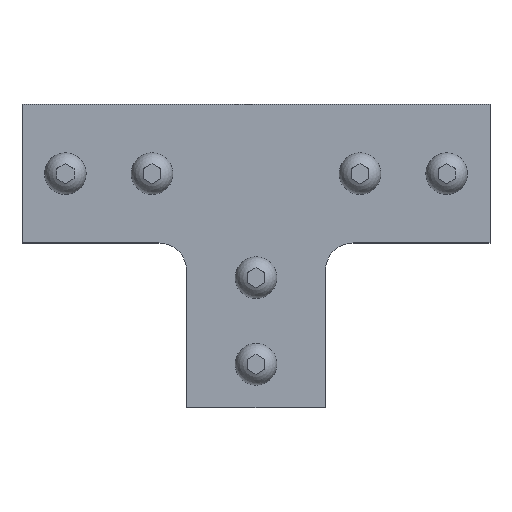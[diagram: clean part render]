
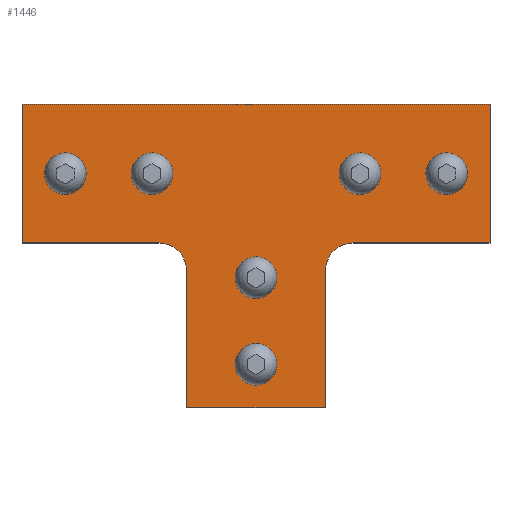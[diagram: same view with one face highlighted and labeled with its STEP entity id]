
A CAD part, top view. The second image highlights one B-rep face of the part: STEP entity #1446.
In plain terms, the highlighted planar face has unit normal (0, 0, 1).
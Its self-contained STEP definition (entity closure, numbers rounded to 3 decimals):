
#40=FACE_BOUND('',#229,.T.);
#41=FACE_BOUND('',#230,.T.);
#42=FACE_BOUND('',#231,.T.);
#43=FACE_BOUND('',#232,.T.);
#44=FACE_BOUND('',#233,.T.);
#45=FACE_BOUND('',#234,.T.);
#66=PLANE('',#1560);
#138=FACE_OUTER_BOUND('',#228,.T.);
#228=EDGE_LOOP('',(#1060,#1061,#1062,#1063,#1064,#1065,#1066,#1067,#1068,
#1069));
#229=EDGE_LOOP('',(#1070));
#230=EDGE_LOOP('',(#1071));
#231=EDGE_LOOP('',(#1072));
#232=EDGE_LOOP('',(#1073));
#233=EDGE_LOOP('',(#1074));
#234=EDGE_LOOP('',(#1075));
#328=LINE('',#2242,#444);
#332=LINE('',#2254,#448);
#335=LINE('',#2260,#451);
#338=LINE('',#2266,#454);
#341=LINE('',#2272,#457);
#344=LINE('',#2278,#460);
#348=LINE('',#2290,#464);
#351=LINE('',#2294,#467);
#444=VECTOR('',#1760,1.);
#448=VECTOR('',#1772,1.);
#451=VECTOR('',#1777,1.);
#454=VECTOR('',#1782,1.);
#457=VECTOR('',#1787,1.);
#460=VECTOR('',#1792,1.);
#464=VECTOR('',#1804,1.);
#467=VECTOR('',#1809,1.);
#552=CIRCLE('',#1529,4.5);
#554=CIRCLE('',#1532,4.5);
#556=CIRCLE('',#1535,4.5);
#558=CIRCLE('',#1538,4.5);
#560=CIRCLE('',#1541,4.5);
#562=CIRCLE('',#1544,4.5);
#565=CIRCLE('',#1549,8.);
#567=CIRCLE('',#1557,8.);
#646=VERTEX_POINT('',#2200);
#648=VERTEX_POINT('',#2206);
#650=VERTEX_POINT('',#2212);
#652=VERTEX_POINT('',#2218);
#654=VERTEX_POINT('',#2224);
#656=VERTEX_POINT('',#2230);
#660=VERTEX_POINT('',#2239);
#661=VERTEX_POINT('',#2241);
#663=VERTEX_POINT('',#2247);
#665=VERTEX_POINT('',#2253);
#667=VERTEX_POINT('',#2259);
#669=VERTEX_POINT('',#2265);
#671=VERTEX_POINT('',#2271);
#673=VERTEX_POINT('',#2277);
#675=VERTEX_POINT('',#2283);
#677=VERTEX_POINT('',#2289);
#786=EDGE_CURVE('',#646,#646,#552,.T.);
#789=EDGE_CURVE('',#648,#648,#554,.T.);
#792=EDGE_CURVE('',#650,#650,#556,.T.);
#795=EDGE_CURVE('',#652,#652,#558,.T.);
#798=EDGE_CURVE('',#654,#654,#560,.T.);
#801=EDGE_CURVE('',#656,#656,#562,.T.);
#806=EDGE_CURVE('',#661,#660,#328,.T.);
#809=EDGE_CURVE('',#663,#661,#565,.T.);
#812=EDGE_CURVE('',#665,#663,#332,.T.);
#815=EDGE_CURVE('',#667,#665,#335,.T.);
#818=EDGE_CURVE('',#669,#667,#338,.T.);
#821=EDGE_CURVE('',#671,#669,#341,.T.);
#824=EDGE_CURVE('',#673,#671,#344,.T.);
#827=EDGE_CURVE('',#675,#673,#567,.T.);
#830=EDGE_CURVE('',#677,#675,#348,.T.);
#833=EDGE_CURVE('',#660,#677,#351,.T.);
#1060=ORIENTED_EDGE('',*,*,#833,.T.);
#1061=ORIENTED_EDGE('',*,*,#830,.T.);
#1062=ORIENTED_EDGE('',*,*,#827,.T.);
#1063=ORIENTED_EDGE('',*,*,#824,.T.);
#1064=ORIENTED_EDGE('',*,*,#821,.T.);
#1065=ORIENTED_EDGE('',*,*,#818,.T.);
#1066=ORIENTED_EDGE('',*,*,#815,.T.);
#1067=ORIENTED_EDGE('',*,*,#812,.T.);
#1068=ORIENTED_EDGE('',*,*,#809,.T.);
#1069=ORIENTED_EDGE('',*,*,#806,.T.);
#1070=ORIENTED_EDGE('',*,*,#792,.T.);
#1071=ORIENTED_EDGE('',*,*,#798,.T.);
#1072=ORIENTED_EDGE('',*,*,#786,.T.);
#1073=ORIENTED_EDGE('',*,*,#789,.T.);
#1074=ORIENTED_EDGE('',*,*,#795,.T.);
#1075=ORIENTED_EDGE('',*,*,#801,.T.);
#1446=ADVANCED_FACE('',(#138,#40,#41,#42,#43,#44,#45),#66,.T.);
#1529=AXIS2_PLACEMENT_3D('',#2201,#1716,#1717);
#1532=AXIS2_PLACEMENT_3D('',#2207,#1723,#1724);
#1535=AXIS2_PLACEMENT_3D('',#2213,#1730,#1731);
#1538=AXIS2_PLACEMENT_3D('',#2219,#1737,#1738);
#1541=AXIS2_PLACEMENT_3D('',#2225,#1744,#1745);
#1544=AXIS2_PLACEMENT_3D('',#2231,#1751,#1752);
#1549=AXIS2_PLACEMENT_3D('',#2248,#1766,#1767);
#1557=AXIS2_PLACEMENT_3D('',#2284,#1798,#1799);
#1560=AXIS2_PLACEMENT_3D('',#2295,#1810,#1811);
#1716=DIRECTION('center_axis',(0.,0.,-1.));
#1717=DIRECTION('ref_axis',(1.,0.,0.));
#1723=DIRECTION('center_axis',(0.,0.,-1.));
#1724=DIRECTION('ref_axis',(1.,0.,0.));
#1730=DIRECTION('center_axis',(0.,0.,-1.));
#1731=DIRECTION('ref_axis',(1.,0.,0.));
#1737=DIRECTION('center_axis',(0.,0.,-1.));
#1738=DIRECTION('ref_axis',(1.,0.,0.));
#1744=DIRECTION('center_axis',(0.,0.,-1.));
#1745=DIRECTION('ref_axis',(1.,0.,0.));
#1751=DIRECTION('center_axis',(0.,0.,-1.));
#1752=DIRECTION('ref_axis',(1.,0.,0.));
#1760=DIRECTION('',(0.,-1.,0.));
#1766=DIRECTION('center_axis',(0.,0.,-1.));
#1767=DIRECTION('ref_axis',(1.,0.,0.));
#1772=DIRECTION('',(1.,0.,0.));
#1777=DIRECTION('',(0.,-1.,0.));
#1782=DIRECTION('',(-1.,0.,0.));
#1787=DIRECTION('',(0.,1.,0.));
#1792=DIRECTION('',(1.,0.,0.));
#1798=DIRECTION('center_axis',(0.,0.,-1.));
#1799=DIRECTION('ref_axis',(0.,1.,0.));
#1804=DIRECTION('',(0.,1.,0.));
#1809=DIRECTION('',(1.,0.,0.));
#1810=DIRECTION('center_axis',(0.,0.,1.));
#1811=DIRECTION('ref_axis',(1.,0.,0.));
#2200=CARTESIAN_POINT('',(50.5,0.,7.7));
#2201=CARTESIAN_POINT('Origin',(55.,0.,7.7));
#2206=CARTESIAN_POINT('',(25.5,0.,7.7));
#2207=CARTESIAN_POINT('Origin',(30.,0.,7.7));
#2212=CARTESIAN_POINT('',(-4.5,-55.,7.7));
#2213=CARTESIAN_POINT('Origin',(0.,-55.,7.7));
#2218=CARTESIAN_POINT('',(-4.5,-30.,7.7));
#2219=CARTESIAN_POINT('Origin',(0.,-30.,7.7));
#2224=CARTESIAN_POINT('',(-34.5,0.,7.7));
#2225=CARTESIAN_POINT('Origin',(-30.,0.,7.7));
#2230=CARTESIAN_POINT('',(-59.5,0.,7.7));
#2231=CARTESIAN_POINT('Origin',(-55.,0.,7.7));
#2239=CARTESIAN_POINT('',(-20.,-67.5,7.7));
#2241=CARTESIAN_POINT('',(-20.,-28.,7.7));
#2242=CARTESIAN_POINT('',(-20.,-28.,7.7));
#2247=CARTESIAN_POINT('',(-28.,-20.,7.7));
#2248=CARTESIAN_POINT('Origin',(-28.,-28.,7.7));
#2253=CARTESIAN_POINT('',(-67.5,-20.,7.7));
#2254=CARTESIAN_POINT('',(-67.5,-20.,7.7));
#2259=CARTESIAN_POINT('',(-67.5,20.,7.7));
#2260=CARTESIAN_POINT('',(-67.5,20.,7.7));
#2265=CARTESIAN_POINT('',(67.5,20.,7.7));
#2266=CARTESIAN_POINT('',(67.5,20.,7.7));
#2271=CARTESIAN_POINT('',(67.5,-20.,7.7));
#2272=CARTESIAN_POINT('',(67.5,-20.,7.7));
#2277=CARTESIAN_POINT('',(28.,-20.,7.7));
#2278=CARTESIAN_POINT('',(28.,-20.,7.7));
#2283=CARTESIAN_POINT('',(20.,-28.,7.7));
#2284=CARTESIAN_POINT('Origin',(28.,-28.,7.7));
#2289=CARTESIAN_POINT('',(20.,-67.5,7.7));
#2290=CARTESIAN_POINT('',(20.,-67.5,7.7));
#2294=CARTESIAN_POINT('',(-20.,-67.5,7.7));
#2295=CARTESIAN_POINT('Origin',(0.,-13.394,7.7));
